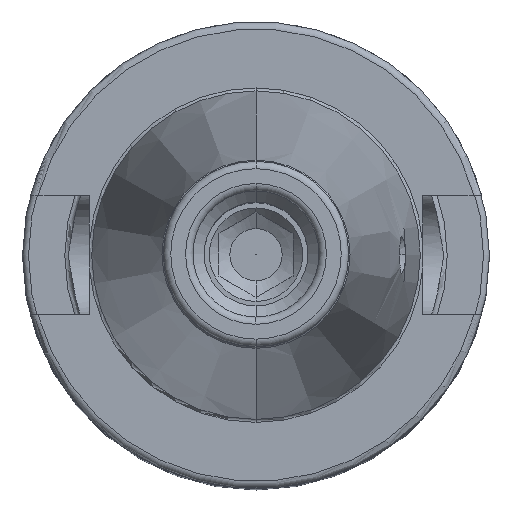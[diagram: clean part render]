
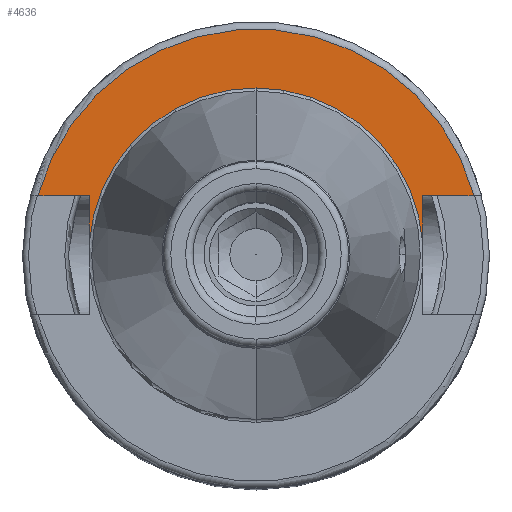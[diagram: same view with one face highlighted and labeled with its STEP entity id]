
A CAD part, top view. The second image highlights one B-rep face of the part: STEP entity #4636.
In plain terms, the highlighted planar face has unit normal (0, 0, 1).
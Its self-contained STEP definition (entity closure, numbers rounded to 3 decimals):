
#1189=CARTESIAN_POINT('',(0,0,10));
#1190=DIRECTION('',(0,0,1));
#1191=DIRECTION('',(0,1,0));
#1192=AXIS2_PLACEMENT_3D('',#1189,#1190,#1191);
#1467=DIRECTION('',(0,1,0));
#1468=VECTOR('',#1467,6.317);
#1469=CARTESIAN_POINT('',(-22.5,1.733,10));
#1470=LINE('',#1469,#1468);
#1471=DIRECTION('',(1,0,0));
#1472=VECTOR('',#1471,6.918);
#1473=CARTESIAN_POINT('',(-29.418,8.05,10));
#1474=LINE('',#1473,#1472);
#1475=DIRECTION('',(-1,0,0));
#1476=VECTOR('',#1475,6.918);
#1477=CARTESIAN_POINT('',(29.418,8.05,10));
#1478=LINE('',#1477,#1476);
#1479=DIRECTION('',(0,-1,0));
#1480=VECTOR('',#1479,6.317);
#1481=CARTESIAN_POINT('',(22.5,8.05,10));
#1482=LINE('',#1481,#1480);
#1497=CARTESIAN_POINT('',(0,0,10));
#1498=DIRECTION('',(0,0,-1));
#1499=DIRECTION('',(0,1,0));
#1500=AXIS2_PLACEMENT_3D('',#1497,#1498,#1499);
#1536=CARTESIAN_POINT('',(0,0,10));
#1537=DIRECTION('',(0,0,1));
#1538=DIRECTION('',(0.965,0.264,0));
#1539=AXIS2_PLACEMENT_3D('',#1536,#1537,#1538);
#2355=CARTESIAN_POINT('',(0,22.567,10));
#2357=VERTEX_POINT('',#2355);
#2469=CARTESIAN_POINT('',(-22.5,1.733,10));
#2470=CARTESIAN_POINT('',(-22.5,8.05,10));
#2471=VERTEX_POINT('',#2469);
#2472=VERTEX_POINT('',#2470);
#2473=CARTESIAN_POINT('',(-29.418,8.05,10));
#2474=VERTEX_POINT('',#2473);
#2475=CARTESIAN_POINT('',(22.5,8.05,10));
#2476=CARTESIAN_POINT('',(22.5,1.733,10));
#2477=VERTEX_POINT('',#2475);
#2478=VERTEX_POINT('',#2476);
#2485=CARTESIAN_POINT('',(29.418,8.05,10));
#2486=VERTEX_POINT('',#2485);
#4620=CARTESIAN_POINT('',(0,0,10));
#4621=DIRECTION('',(0,0,-1));
#4622=DIRECTION('',(0,-1,0));
#4623=AXIS2_PLACEMENT_3D('',#4620,#4621,#4622);
#4624=PLANE('',#4623);
#4625=ORIENTED_EDGE('',*,*,#4353,.T.);
#4626=ORIENTED_EDGE('',*,*,#4432,.F.);
#4628=ORIENTED_EDGE('',*,*,#4627,.F.);
#4629=ORIENTED_EDGE('',*,*,#4592,.T.);
#4630=ORIENTED_EDGE('',*,*,#4577,.T.);
#4632=ORIENTED_EDGE('',*,*,#4631,.F.);
#4633=ORIENTED_EDGE('',*,*,#4330,.T.);
#4634=EDGE_LOOP('',(#4625,#4626,#4628,#4629,#4630,#4632,#4633));
#4635=FACE_OUTER_BOUND('',#4634,.F.);
#4636=ADVANCED_FACE('',(#4635),#4624,.F.);
#1193=CIRCLE('',#1192,22.567);
#1501=CIRCLE('',#1500,22.567);
#1540=CIRCLE('',#1539,30.5);
#4330=EDGE_CURVE('',#2357,#2471,#1193,.T.);
#4353=EDGE_CURVE('',#2471,#2472,#1470,.T.);
#4432=EDGE_CURVE('',#2474,#2472,#1474,.T.);
#4577=EDGE_CURVE('',#2477,#2478,#1482,.T.);
#4592=EDGE_CURVE('',#2486,#2477,#1478,.T.);
#4627=EDGE_CURVE('',#2486,#2474,#1540,.T.);
#4631=EDGE_CURVE('',#2357,#2478,#1501,.T.);
